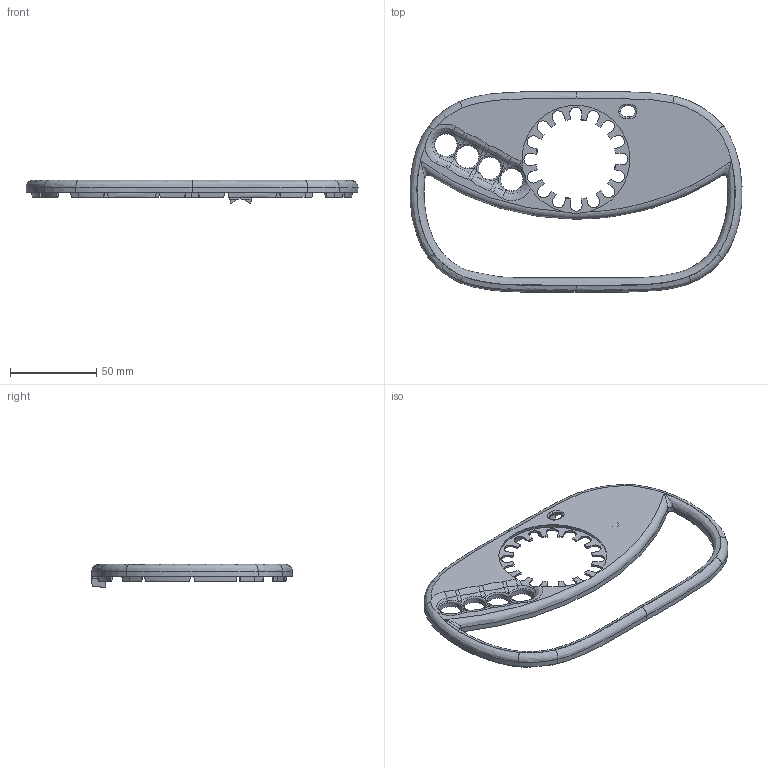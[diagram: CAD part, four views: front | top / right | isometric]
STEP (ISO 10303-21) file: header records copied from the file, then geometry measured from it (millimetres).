
FILE_DESCRIPTION(/* description */ (''),/* implementation_level */ '2;1');
FILE_NAME(/* name */ 'Stylish Belt Synth V2 Top.step',/* time_stamp */ '2019-07-12T00:03:23-07:00',/* author */ (''),/* organization */ (''),/* preprocessor_version */ 'ST-DEVELOPER v18',/* originating_system */ 'Autodesk Translation Framework v8.2.0.1029',/* authorisation */ '');
FILE_SCHEMA (('AUTOMOTIVE_DESIGN { 1 0 10303 214 3 1 1 }'));
Length unit declared in the file: millimetre
Products named in the file (1): Top
Bounding box: 191.97 x 115.93 x 13.75 mm (x, y, z)
Volume: 43069.4 mm3; surface area: 32312.1 mm2
Topology: 1 solids, 1 shells, 442 faces, 1139 edges, 699 vertices
Faces by surface type: plane 168, bspline 121, cylinder 73, cone 65, torus 15
Full cylindrical faces by diameter (mm): 12.858 x1, 12.865 x1, 12.931 x1, 13.075 x1
Entity records: 25438 total; most frequent: CARTESIAN_POINT 15815, ORIENTED_EDGE 2274, DIRECTION 1593, EDGE_CURVE 1137, VERTEX_POINT 699, AXIS2_PLACEMENT_3D 615, EDGE_LOOP 460, FACE_OUTER_BOUND 442
